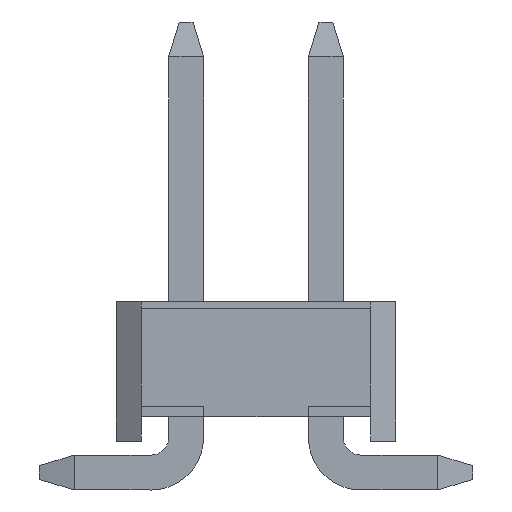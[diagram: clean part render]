
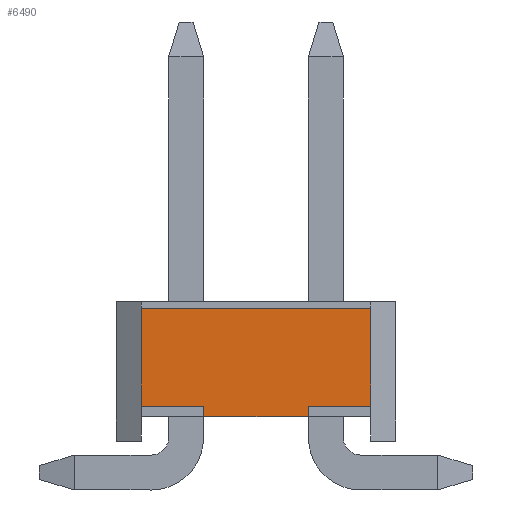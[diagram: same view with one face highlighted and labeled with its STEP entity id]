
A CAD part, front view. The second image highlights one B-rep face of the part: STEP entity #6490.
In plain terms, the highlighted face is planar.
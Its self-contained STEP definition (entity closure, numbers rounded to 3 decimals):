
#1742=ORIENTED_EDGE('',*,*,#2268,.F.);
#1743=ORIENTED_EDGE('',*,*,#2273,.T.);
#1744=ORIENTED_EDGE('',*,*,#2755,.F.);
#1745=ORIENTED_EDGE('',*,*,#2309,.T.);
#1746=ORIENTED_EDGE('',*,*,#2754,.F.);
#1747=ORIENTED_EDGE('',*,*,#2294,.F.);
#1748=ORIENTED_EDGE('',*,*,#2287,.F.);
#1749=ORIENTED_EDGE('',*,*,#2756,.T.);
#2268=EDGE_CURVE('',#3000,#3001,#3668,.T.);
#2273=EDGE_CURVE('',#3000,#3005,#3673,.T.);
#2287=EDGE_CURVE('',#3015,#3016,#3687,.T.);
#2294=EDGE_CURVE('',#3016,#3020,#3694,.T.);
#2309=EDGE_CURVE('',#3033,#3032,#3709,.T.);
#2754=EDGE_CURVE('',#3020,#3032,#4154,.T.);
#2755=EDGE_CURVE('',#3033,#3005,#4155,.T.);
#2756=EDGE_CURVE('',#3015,#3001,#4156,.T.);
#3000=VERTEX_POINT('',#9500);
#3001=VERTEX_POINT('',#9501);
#3005=VERTEX_POINT('',#9510);
#3015=VERTEX_POINT('',#9539);
#3016=VERTEX_POINT('',#9541);
#3020=VERTEX_POINT('',#9553);
#3032=VERTEX_POINT('',#9585);
#3033=VERTEX_POINT('',#9587);
#3668=LINE('',#9499,#4520);
#3673=LINE('',#9511,#4525);
#3687=LINE('',#9540,#4539);
#3694=LINE('',#9554,#4546);
#3709=LINE('',#9586,#4561);
#4154=LINE('',#10471,#5006);
#4155=LINE('',#10473,#5007);
#4156=LINE('',#10475,#5008);
#4520=VECTOR('',#7813,1000.);
#4525=VECTOR('',#7820,1000.);
#4539=VECTOR('',#7844,1000.);
#4546=VECTOR('',#7855,1000.);
#4561=VECTOR('',#7880,1000.);
#5006=VECTOR('',#8655,1000.);
#5007=VECTOR('',#8658,1000.);
#5008=VECTOR('',#8661,1000.);
#5380=EDGE_LOOP('',(#1742,#1743,#1744,#1745,#1746,#1747,#1748,#1749));
#5766=FACE_BOUND('',#5380,.T.);
#6124=PLANE('',#7002);
#6490=ADVANCED_FACE('',(#5766),#6124,.F.);
#7002=AXIS2_PLACEMENT_3D('',#10474,#8659,#8660);
#7813=DIRECTION('',(0.,0.,-1.));
#7820=DIRECTION('',(0.,1.,0.));
#7844=DIRECTION('',(0.,0.,1.));
#7855=DIRECTION('',(0.,-1.,0.));
#7880=DIRECTION('',(0.,-1.,0.));
#8655=DIRECTION('',(0.,0.,1.));
#8658=DIRECTION('',(0.,0.,-1.));
#8659=DIRECTION('',(-1.,0.,0.));
#8660=DIRECTION('',(0.,0.,1.));
#8661=DIRECTION('',(0.,1.,0.));
#9499=CARTESIAN_POINT('',(5.,0.75,-0.5));
#9500=CARTESIAN_POINT('',(5.,0.75,-0.5));
#9501=CARTESIAN_POINT('',(5.,0.75,-0.65));
#9510=CARTESIAN_POINT('',(5.,1.64,-0.5));
#9511=CARTESIAN_POINT('',(5.,0.75,-0.5));
#9539=CARTESIAN_POINT('',(5.,-0.75,-0.65));
#9540=CARTESIAN_POINT('',(5.,-0.75,-0.65));
#9541=CARTESIAN_POINT('',(5.,-0.75,-0.5));
#9553=CARTESIAN_POINT('',(5.,-1.64,-0.5));
#9554=CARTESIAN_POINT('',(5.,-0.75,-0.5));
#9585=CARTESIAN_POINT('',(5.,-1.64,0.9));
#9586=CARTESIAN_POINT('',(5.,1.64,0.9));
#9587=CARTESIAN_POINT('',(5.,1.64,0.9));
#10471=CARTESIAN_POINT('',(5.,-1.64,-9.954));
#10473=CARTESIAN_POINT('',(5.,1.64,0.));
#10474=CARTESIAN_POINT('',(5.,0.,0.));
#10475=CARTESIAN_POINT('',(5.,-1.64,-0.65));
